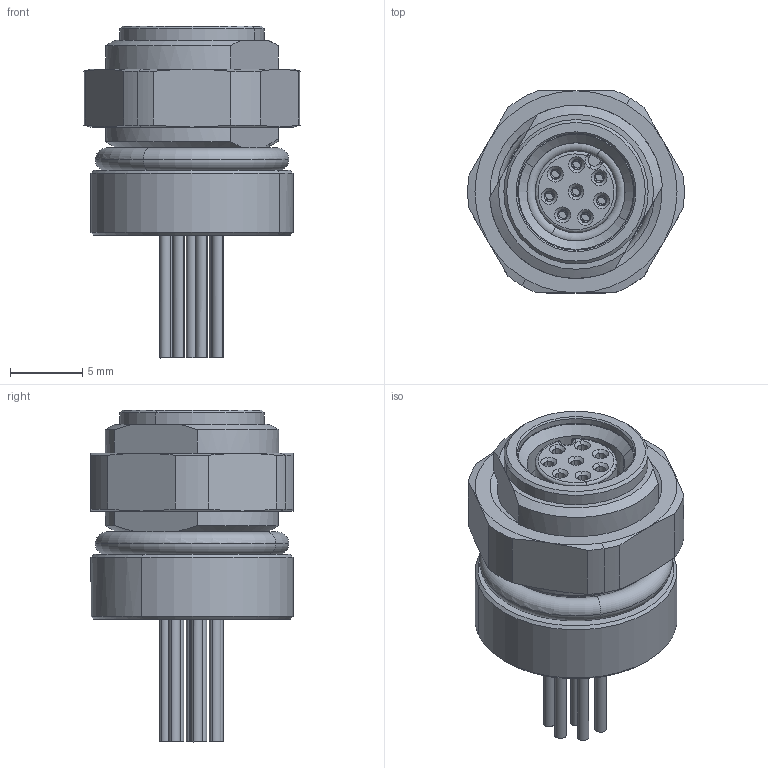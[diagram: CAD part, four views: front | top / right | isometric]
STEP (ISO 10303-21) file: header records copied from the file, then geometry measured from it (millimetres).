
FILE_DESCRIPTION(('CATIA V5 STEP Exchange','CAx-IF Rec.Pracs.--- Model Styling and Organization---1.4--- 2014-01-23'),'2;1');
FILE_NAME ('013884-3_0', '2020-11-16T08:09:36+00:00', ('none'), ('Weidmueller'), 'CATIA Version 5-6 Release 2016 SP3 HF44', 'CATIA V5 STEP AP214', 'none');
FILE_SCHEMA(('AUTOMOTIVE_DESIGN { 1 0 10303 214 1 1 1 1 }'));
Length unit declared in the file: millimetre
Products named in the file (1): 1467640000
Bounding box: 14.98 x 14 x 23 mm (x, y, z)
Volume: 1815.1 mm3; surface area: 2392.1 mm2
Topology: 13 solids, 13 shells, 583 faces, 1587 edges, 1052 vertices
Faces by surface type: plane 210, cylinder 170, extrusion 64, cone 58, bspline 55, torus 26
Entity records: 19441 total; most frequent: CARTESIAN_POINT 6594, ORIENTED_EDGE 3168, DIRECTION 1715, EDGE_CURVE 1562, VERTEX_POINT 1030, AXIS2_PLACEMENT_3D 873, EDGE_LOOP 636, B_SPLINE_CURVE_WITH_KNOTS 619
